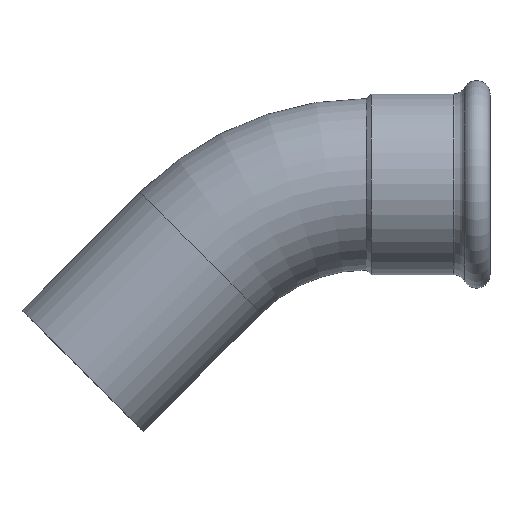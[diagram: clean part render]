
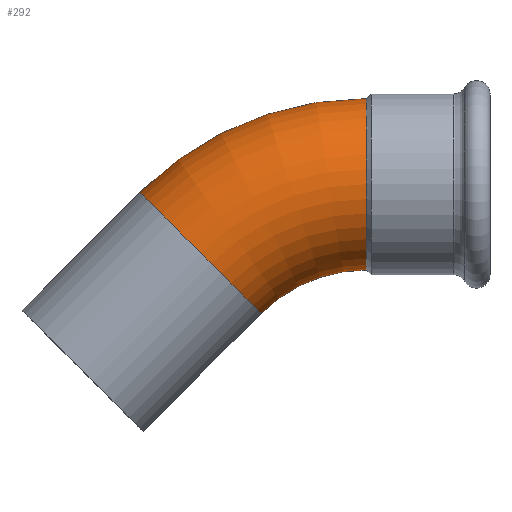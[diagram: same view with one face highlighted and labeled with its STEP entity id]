
A CAD part, top view. The second image highlights one B-rep face of the part: STEP entity #292.
In plain terms, the highlighted toroidal (fillet/blend) face has major radius 103.811 mm and minor radius 38.05 mm.
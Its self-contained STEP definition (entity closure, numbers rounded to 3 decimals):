
#6 = CARTESIAN_POINT ( 'NONE',  ( 43., -7.644, 0. ) ) ;
#37 = ORIENTED_EDGE ( 'NONE', *, *, #120, .F. ) ;
#112 = DIRECTION ( 'NONE',  ( -1., 0., 0. ) ) ;
#120 = EDGE_CURVE ( 'NONE', #592, #260, #127, .T. ) ;
#125 = CIRCLE ( 'NONE', #658, 38.05 ) ;
#127 = CIRCLE ( 'NONE', #562, 38.05 ) ;
#137 = DIRECTION ( 'NONE',  ( 0., 0., -1. ) ) ;
#156 = EDGE_CURVE ( 'NONE', #700, #260, #272, .T. ) ;
#207 = ORIENTED_EDGE ( 'NONE', *, *, #313, .T. ) ;
#216 = VERTEX_POINT ( 'NONE', #365 ) ;
#224 = CARTESIAN_POINT ( 'NONE',  ( -30.406, 0., 0. ) ) ;
#225 = AXIS2_PLACEMENT_3D ( 'NONE', #348, #653, #234 ) ;
#228 = FACE_OUTER_BOUND ( 'NONE', #452, .T. ) ;
#234 = DIRECTION ( 'NONE',  ( -1., 0., 0. ) ) ;
#246 = AXIS2_PLACEMENT_3D ( 'NONE', #553, #137, #310 ) ;
#260 = VERTEX_POINT ( 'NONE', #6 ) ;
#272 = CIRCLE ( 'NONE', #246, 65.761 ) ;
#288 = DIRECTION ( 'NONE',  ( 0.707, 0.707, 0. ) ) ;
#292 = ADVANCED_FACE ( 'NONE', ( #228 ), #467, .T. ) ;
#303 = DIRECTION ( 'NONE',  ( 1., 0., 0. ) ) ;
#305 = EDGE_CURVE ( 'NONE', #216, #592, #747, .T. ) ;
#310 = DIRECTION ( 'NONE',  ( -1., 0., 0. ) ) ;
#313 = EDGE_CURVE ( 'NONE', #216, #700, #125, .T. ) ;
#348 = CARTESIAN_POINT ( 'NONE',  ( 43., -73.406, 0. ) ) ;
#365 = CARTESIAN_POINT ( 'NONE',  ( -57.311, 26.905, 0. ) ) ;
#373 = ORIENTED_EDGE ( 'NONE', *, *, #156, .T. ) ;
#385 = ORIENTED_EDGE ( 'NONE', *, *, #305, .F. ) ;
#410 = CARTESIAN_POINT ( 'NONE',  ( 43., -73.406, 0. ) ) ;
#452 = EDGE_LOOP ( 'NONE', ( #385, #207, #373, #37 ) ) ;
#467 = TOROIDAL_SURFACE ( 'NONE', #773, 103.811, 38.05 ) ;
#469 = DIRECTION ( 'NONE',  ( -0.707, 0.707, 0. ) ) ;
#535 = DIRECTION ( 'NONE',  ( 0., 0., -1. ) ) ;
#540 = CARTESIAN_POINT ( 'NONE',  ( 43., 30.406, 0. ) ) ;
#550 = DIRECTION ( 'NONE',  ( 0., 1., 0. ) ) ;
#553 = CARTESIAN_POINT ( 'NONE',  ( 43., -73.406, 0. ) ) ;
#560 = CARTESIAN_POINT ( 'NONE',  ( 43., 68.456, 0. ) ) ;
#562 = AXIS2_PLACEMENT_3D ( 'NONE', #540, #303, #550 ) ;
#592 = VERTEX_POINT ( 'NONE', #560 ) ;
#626 = CARTESIAN_POINT ( 'NONE',  ( -3.5, -26.905, 0. ) ) ;
#653 = DIRECTION ( 'NONE',  ( 0., 0., -1. ) ) ;
#658 = AXIS2_PLACEMENT_3D ( 'NONE', #224, #288, #469 ) ;
#700 = VERTEX_POINT ( 'NONE', #626 ) ;
#747 = CIRCLE ( 'NONE', #225, 141.861 ) ;
#773 = AXIS2_PLACEMENT_3D ( 'NONE', #410, #535, #112 ) ;
